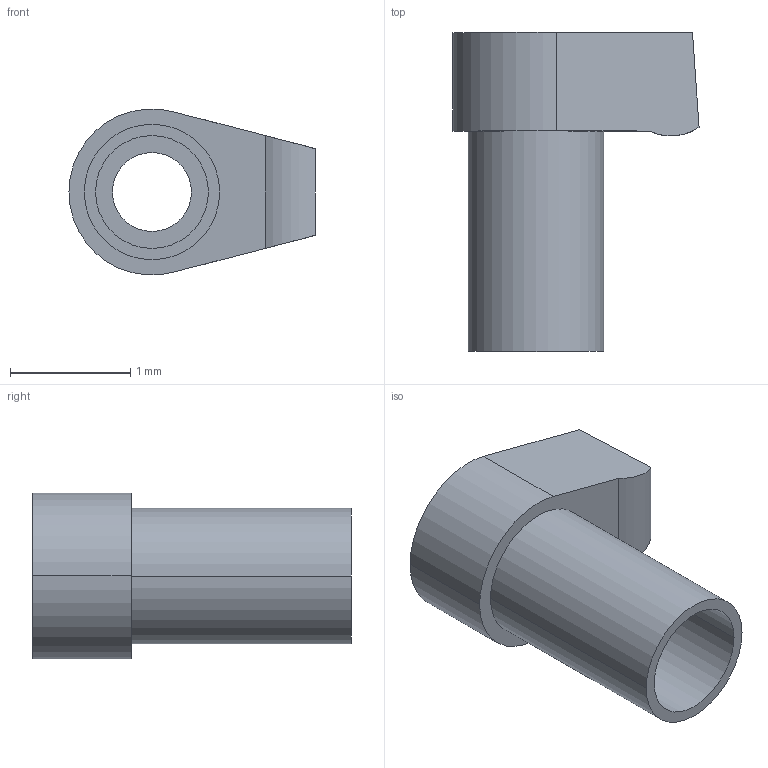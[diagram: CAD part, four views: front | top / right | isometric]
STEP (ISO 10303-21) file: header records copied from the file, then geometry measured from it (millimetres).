
FILE_DESCRIPTION(('produced by SPATIAL CORP'),'2;1');
FILE_NAME( 'HookClamp3.hh.sat.stp','2002-04-19T11:16:16+00:00',('SPATIAL CORP'),('SPATIAL CORP' ),'ACIS STEP Husk','http://www.spatial.com','SPATIAL CORP');
FILE_SCHEMA(('CONFIG_CONTROL_DESIGN'));
Length unit declared in the file: millimetre
Products named in the file (1): PRODUCT_ID_1
Bounding box: 2.04 x 2.65 x 1.38 mm (x, y, z)
Volume: 2.2 mm3; surface area: 21.4 mm2
Topology: 1 solids, 1 shells, 19 faces, 42 edges, 28 vertices
Faces by surface type: cylinder 11, plane 8
Entity records: 568 total; most frequent: CARTESIAN_POINT 96, ORIENTED_EDGE 84, DIRECTION 68, EDGE_CURVE 42, VERTEX_POINT 28, EDGE_LOOP 24, FACE_BOUND 24, AXIS2_PLACEMENT_3D 24
